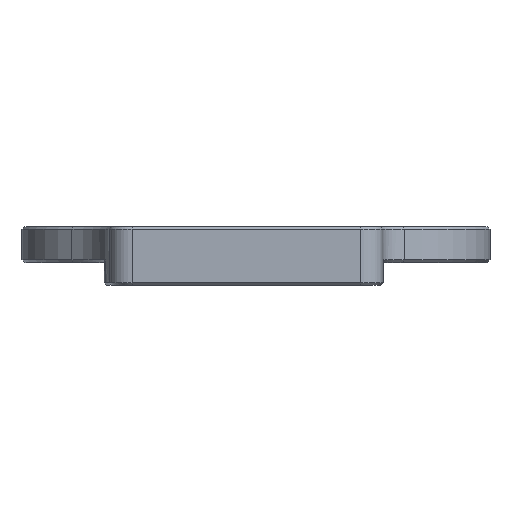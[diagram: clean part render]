
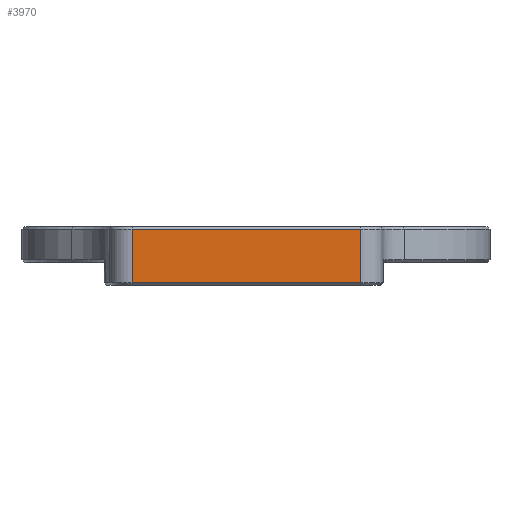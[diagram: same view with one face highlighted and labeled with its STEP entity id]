
A CAD part, front view. The second image highlights one B-rep face of the part: STEP entity #3970.
In plain terms, the highlighted planar face has unit normal (0, -1, 0).
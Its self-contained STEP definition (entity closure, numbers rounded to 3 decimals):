
#267=LINE('',#6038,#746);
#274=LINE('',#6056,#753);
#275=LINE('',#6059,#754);
#276=LINE('',#6060,#755);
#746=VECTOR('',#4817,10.);
#753=VECTOR('',#4838,10.);
#754=VECTOR('',#4841,10.);
#755=VECTOR('',#4842,10.);
#1074=PLANE('',#4251);
#1254=FACE_OUTER_BOUND('',#1484,.T.);
#1484=EDGE_LOOP('',(#3074,#3075,#3076,#3077));
#1968=VERTEX_POINT('',#6032);
#1969=VERTEX_POINT('',#6036);
#1973=VERTEX_POINT('',#6054);
#1974=VERTEX_POINT('',#6058);
#2383=EDGE_CURVE('',#1968,#1969,#267,.T.);
#2392=EDGE_CURVE('',#1973,#1968,#274,.T.);
#2393=EDGE_CURVE('',#1974,#1973,#275,.T.);
#2394=EDGE_CURVE('',#1969,#1974,#276,.T.);
#3074=ORIENTED_EDGE('',*,*,#2383,.F.);
#3075=ORIENTED_EDGE('',*,*,#2392,.F.);
#3076=ORIENTED_EDGE('',*,*,#2393,.F.);
#3077=ORIENTED_EDGE('',*,*,#2394,.F.);
#3970=ADVANCED_FACE('',(#1254),#1074,.T.);
#4251=AXIS2_PLACEMENT_3D('',#6057,#4839,#4840);
#4817=DIRECTION('',(-1.,0.,0.));
#4838=DIRECTION('',(0.,0.,-1.));
#4839=DIRECTION('center_axis',(0.,-1.,0.));
#4840=DIRECTION('ref_axis',(0.,0.,
-1.));
#4841=DIRECTION('',(1.,0.,0.));
#4842=DIRECTION('',(0.,0.,1.));
#6032=CARTESIAN_POINT('',(119.1,-86.959,-141.9));
#6036=CARTESIAN_POINT('',(78.9,-86.959,-141.9));
#6038=CARTESIAN_POINT('',(98.757,-86.959,-141.9));
#6054=CARTESIAN_POINT('',(119.1,-86.959,-132.5));
#6056=CARTESIAN_POINT('',(119.1,-86.959,-135.75));
#6057=CARTESIAN_POINT('Origin',(99.,-86.959,-134.5));
#6058=CARTESIAN_POINT('',(78.9,-86.959,-132.5));
#6059=CARTESIAN_POINT('',(99.25,-86.959,-132.5));
#6060=CARTESIAN_POINT('',(78.9,-86.959,-133.25));
